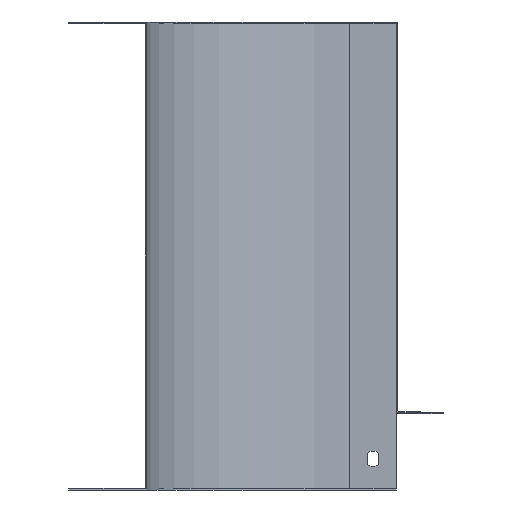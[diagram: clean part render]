
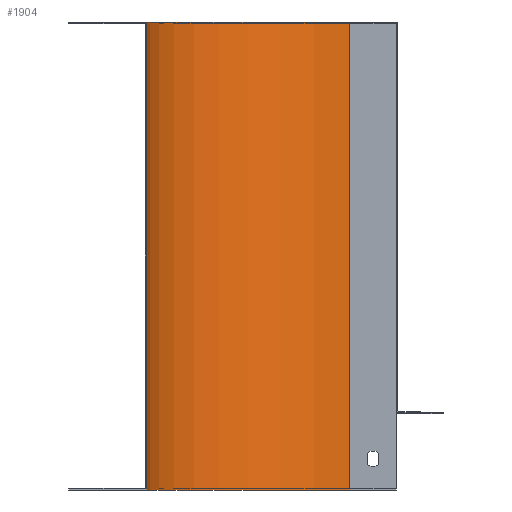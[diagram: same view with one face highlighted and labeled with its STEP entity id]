
A CAD part, left-side view. The second image highlights one B-rep face of the part: STEP entity #1904.
In plain terms, the highlighted cylindrical face has radius 130 mm (diameter 260 mm), a partial arc.
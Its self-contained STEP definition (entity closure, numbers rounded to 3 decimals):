
#2 = FACE_OUTER_BOUND ( 'NONE', #809, .T. ) ;
#7 = CYLINDRICAL_SURFACE ( 'NONE', #452, 130. ) ;
#64 = VERTEX_POINT ( 'NONE', #899 ) ;
#84 = VERTEX_POINT ( 'NONE', #918 ) ;
#90 = VERTEX_POINT ( 'NONE', #912 ) ;
#111 = VERTEX_POINT ( 'NONE', #1670 ) ;
#240 = AXIS2_PLACEMENT_3D ( 'NONE', #1127, #1120, #1118 ) ;
#243 = AXIS2_PLACEMENT_3D ( 'NONE', #1252, #1250, #1246 ) ;
#274 = EDGE_CURVE ( 'NONE', #84, #90, #1041, .T. ) ;
#372 = ORIENTED_EDGE ( 'NONE', *, *, #274, .T. ) ;
#373 = ORIENTED_EDGE ( 'NONE', *, *, #609, .T. ) ;
#408 = ORIENTED_EDGE ( 'NONE', *, *, #641, .F. ) ;
#452 = AXIS2_PLACEMENT_3D ( 'NONE', #1157, #1159, #1160 ) ;
#522 = ORIENTED_EDGE ( 'NONE', *, *, #601, .F. ) ;
#601 = EDGE_CURVE ( 'NONE', #84, #111, #759, .T. ) ;
#609 = EDGE_CURVE ( 'NONE', #90, #64, #786, .T. ) ;
#641 = EDGE_CURVE ( 'NONE', #111, #64, #1780, .T. ) ;
#759 = CIRCLE ( 'NONE', #243, 130. ) ;
#786 = CIRCLE ( 'NONE', #240, 130. ) ;
#809 = EDGE_LOOP ( 'NONE', ( #372, #373, #408, #522 ) ) ;
#899 = CARTESIAN_POINT ( 'NONE',  ( 0., 30., -299. ) ) ;
#912 = CARTESIAN_POINT ( 'NONE',  ( -130., 160., -299. ) ) ;
#918 = CARTESIAN_POINT ( 'NONE',  ( -130., 160., 1. ) ) ;
#1041 = LINE ( 'NONE', #1653, #1047 ) ;
#1047 = VECTOR ( 'NONE', #1651, 1000. ) ;
#1118 = DIRECTION ( 'NONE',  ( -1., 0., 0. ) ) ;
#1120 = DIRECTION ( 'NONE',  ( 0., 0., -1. ) ) ;
#1127 = CARTESIAN_POINT ( 'NONE',  ( -130., 30., -299. ) ) ;
#1157 = CARTESIAN_POINT ( 'NONE',  ( -130., 30., 1. ) ) ;
#1159 = DIRECTION ( 'NONE',  ( 0., 0., -1. ) ) ;
#1160 = DIRECTION ( 'NONE',  ( -1., 0., 0. ) ) ;
#1246 = DIRECTION ( 'NONE',  ( -1., 0., 0. ) ) ;
#1250 = DIRECTION ( 'NONE',  ( 0., 0., -1. ) ) ;
#1252 = CARTESIAN_POINT ( 'NONE',  ( -130., 30., 1. ) ) ;
#1454 = DIRECTION ( 'NONE',  ( 0., 0., -1. ) ) ;
#1480 = CARTESIAN_POINT ( 'NONE',  ( 0., 30., 1. ) ) ;
#1651 = DIRECTION ( 'NONE',  ( 0., 0., -1. ) ) ;
#1653 = CARTESIAN_POINT ( 'NONE',  ( -130., 160., 1. ) ) ;
#1670 = CARTESIAN_POINT ( 'NONE',  ( 0., 30., 1. ) ) ;
#1780 = LINE ( 'NONE', #1480, #1782 ) ;
#1782 = VECTOR ( 'NONE', #1454, 1000. ) ;
#1904 = ADVANCED_FACE ( 'NONE', ( #2 ), #7, .F. ) ;
